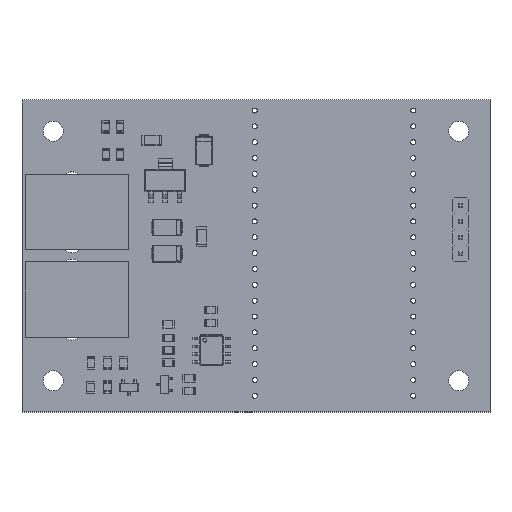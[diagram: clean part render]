
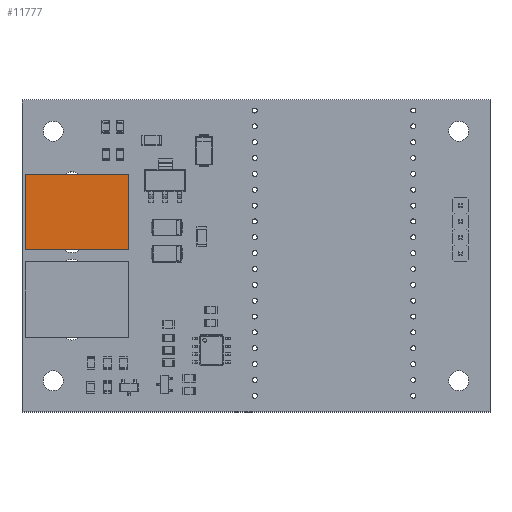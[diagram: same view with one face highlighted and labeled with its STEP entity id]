
A CAD part, top view. The second image highlights one B-rep face of the part: STEP entity #11777.
In plain terms, the highlighted face is planar.
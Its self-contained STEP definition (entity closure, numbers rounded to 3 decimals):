
#6803 = PLANE('',#6804);
#6804 = AXIS2_PLACEMENT_3D('',#6805,#6806,#6807);
#6805 = CARTESIAN_POINT('',(-6.033,-6.439,-16.51));
#6806 = DIRECTION('',(-1.,0.,0.));
#6807 = DIRECTION('',(0.,0.,1.));
#7539 = PLANE('',#7540);
#7540 = AXIS2_PLACEMENT_3D('',#7541,#7542,#7543);
#7541 = CARTESIAN_POINT('',(6.033,-5.931,-16.51));
#7542 = DIRECTION('',(-1.,0.,-0.));
#7543 = DIRECTION('',(0.,0.,1.));
#9890 = VERTEX_POINT('',#9891);
#9891 = CARTESIAN_POINT('',(6.033,6.439,0.));
#9905 = PLANE('',#9906);
#9906 = AXIS2_PLACEMENT_3D('',#9907,#9908,#9909);
#9907 = CARTESIAN_POINT('',(0.,0.,0.));
#9908 = DIRECTION('',(0.,-0.,1.));
#9909 = DIRECTION('',(1.,0.,0.));
#9917 = EDGE_CURVE('',#9918,#9890,#9920,.T.);
#9918 = VERTEX_POINT('',#9919);
#9919 = CARTESIAN_POINT('',(6.033,6.439,-16.51));
#9920 = SURFACE_CURVE('',#9921,(#9925,#9932),.PCURVE_S1.);
#9921 = LINE('',#9922,#9923);
#9922 = CARTESIAN_POINT('',(6.033,6.439,-16.51));
#9923 = VECTOR('',#9924,1.);
#9924 = DIRECTION('',(0.,0.,1.));
#9925 = PCURVE('',#7539,#9926);
#9926 = DEFINITIONAL_REPRESENTATION('',(#9927),#9931);
#9927 = LINE('',#9928,#9929);
#9928 = CARTESIAN_POINT('',(0.,12.37));
#9929 = VECTOR('',#9930,1.);
#9930 = DIRECTION('',(1.,0.));
#9931 = ( GEOMETRIC_REPRESENTATION_CONTEXT(2) 
PARAMETRIC_REPRESENTATION_CONTEXT() REPRESENTATION_CONTEXT('2D SPACE',''
  ) );
#9932 = PCURVE('',#9933,#9938);
#9933 = PLANE('',#9934);
#9934 = AXIS2_PLACEMENT_3D('',#9935,#9936,#9937);
#9935 = CARTESIAN_POINT('',(6.033,6.439,-16.51));
#9936 = DIRECTION('',(0.,1.,0.));
#9937 = DIRECTION('',(-1.,0.,0.));
#9938 = DEFINITIONAL_REPRESENTATION('',(#9939),#9943);
#9939 = LINE('',#9940,#9941);
#9940 = CARTESIAN_POINT('',(0.,0.));
#9941 = VECTOR('',#9942,1.);
#9942 = DIRECTION('',(0.,1.));
#9943 = ( GEOMETRIC_REPRESENTATION_CONTEXT(2) 
PARAMETRIC_REPRESENTATION_CONTEXT() REPRESENTATION_CONTEXT('2D SPACE',''
  ) );
#9961 = PLANE('',#9962);
#9962 = AXIS2_PLACEMENT_3D('',#9963,#9964,#9965);
#9963 = CARTESIAN_POINT('',(0.,0.,-16.51));
#9964 = DIRECTION('',(0.,-0.,1.));
#9965 = DIRECTION('',(1.,0.,0.));
#11619 = VERTEX_POINT('',#11620);
#11620 = CARTESIAN_POINT('',(-6.033,6.439,0.));
#11641 = EDGE_CURVE('',#11642,#11619,#11644,.T.);
#11642 = VERTEX_POINT('',#11643);
#11643 = CARTESIAN_POINT('',(-6.033,6.439,-16.51));
#11644 = SURFACE_CURVE('',#11645,(#11649,#11656),.PCURVE_S1.);
#11645 = LINE('',#11646,#11647);
#11646 = CARTESIAN_POINT('',(-6.033,6.439,-16.51));
#11647 = VECTOR('',#11648,1.);
#11648 = DIRECTION('',(0.,0.,1.));
#11649 = PCURVE('',#6803,#11650);
#11650 = DEFINITIONAL_REPRESENTATION('',(#11651),#11655);
#11651 = LINE('',#11652,#11653);
#11652 = CARTESIAN_POINT('',(0.,12.878));
#11653 = VECTOR('',#11654,1.);
#11654 = DIRECTION('',(1.,0.));
#11655 = ( GEOMETRIC_REPRESENTATION_CONTEXT(2) 
PARAMETRIC_REPRESENTATION_CONTEXT() REPRESENTATION_CONTEXT('2D SPACE',''
  ) );
#11656 = PCURVE('',#9933,#11657);
#11657 = DEFINITIONAL_REPRESENTATION('',(#11658),#11662);
#11658 = LINE('',#11659,#11660);
#11659 = CARTESIAN_POINT('',(12.065,0.));
#11660 = VECTOR('',#11661,1.);
#11661 = DIRECTION('',(0.,1.));
#11662 = ( GEOMETRIC_REPRESENTATION_CONTEXT(2) 
PARAMETRIC_REPRESENTATION_CONTEXT() REPRESENTATION_CONTEXT('2D SPACE',''
  ) );
#11757 = EDGE_CURVE('',#9918,#11642,#11758,.T.);
#11758 = SURFACE_CURVE('',#11759,(#11763,#11770),.PCURVE_S1.);
#11759 = LINE('',#11760,#11761);
#11760 = CARTESIAN_POINT('',(6.033,6.439,-16.51));
#11761 = VECTOR('',#11762,1.);
#11762 = DIRECTION('',(-1.,0.,0.));
#11763 = PCURVE('',#9961,#11764);
#11764 = DEFINITIONAL_REPRESENTATION('',(#11765),#11769);
#11765 = LINE('',#11766,#11767);
#11766 = CARTESIAN_POINT('',(6.033,6.439));
#11767 = VECTOR('',#11768,1.);
#11768 = DIRECTION('',(-1.,0.));
#11769 = ( GEOMETRIC_REPRESENTATION_CONTEXT(2) 
PARAMETRIC_REPRESENTATION_CONTEXT() REPRESENTATION_CONTEXT('2D SPACE',''
  ) );
#11770 = PCURVE('',#9933,#11771);
#11771 = DEFINITIONAL_REPRESENTATION('',(#11772),#11776);
#11772 = LINE('',#11773,#11774);
#11773 = CARTESIAN_POINT('',(0.,0.));
#11774 = VECTOR('',#11775,1.);
#11775 = DIRECTION('',(1.,0.));
#11776 = ( GEOMETRIC_REPRESENTATION_CONTEXT(2) 
PARAMETRIC_REPRESENTATION_CONTEXT() REPRESENTATION_CONTEXT('2D SPACE',''
  ) );
#11777 = ADVANCED_FACE('',(#11778),#9933,.T.);
#11778 = FACE_BOUND('',#11779,.T.);
#11779 = EDGE_LOOP('',(#11780,#11801,#11802,#11803));
#11780 = ORIENTED_EDGE('',*,*,#11781,.F.);
#11781 = EDGE_CURVE('',#9890,#11619,#11782,.T.);
#11782 = SURFACE_CURVE('',#11783,(#11787,#11794),.PCURVE_S1.);
#11783 = LINE('',#11784,#11785);
#11784 = CARTESIAN_POINT('',(6.033,6.439,0.));
#11785 = VECTOR('',#11786,1.);
#11786 = DIRECTION('',(-1.,0.,0.));
#11787 = PCURVE('',#9933,#11788);
#11788 = DEFINITIONAL_REPRESENTATION('',(#11789),#11793);
#11789 = LINE('',#11790,#11791);
#11790 = CARTESIAN_POINT('',(0.,16.51));
#11791 = VECTOR('',#11792,1.);
#11792 = DIRECTION('',(1.,0.));
#11793 = ( GEOMETRIC_REPRESENTATION_CONTEXT(2) 
PARAMETRIC_REPRESENTATION_CONTEXT() REPRESENTATION_CONTEXT('2D SPACE',''
  ) );
#11794 = PCURVE('',#9905,#11795);
#11795 = DEFINITIONAL_REPRESENTATION('',(#11796),#11800);
#11796 = LINE('',#11797,#11798);
#11797 = CARTESIAN_POINT('',(6.033,6.439));
#11798 = VECTOR('',#11799,1.);
#11799 = DIRECTION('',(-1.,0.));
#11800 = ( GEOMETRIC_REPRESENTATION_CONTEXT(2) 
PARAMETRIC_REPRESENTATION_CONTEXT() REPRESENTATION_CONTEXT('2D SPACE',''
  ) );
#11801 = ORIENTED_EDGE('',*,*,#9917,.F.);
#11802 = ORIENTED_EDGE('',*,*,#11757,.T.);
#11803 = ORIENTED_EDGE('',*,*,#11641,.T.);
